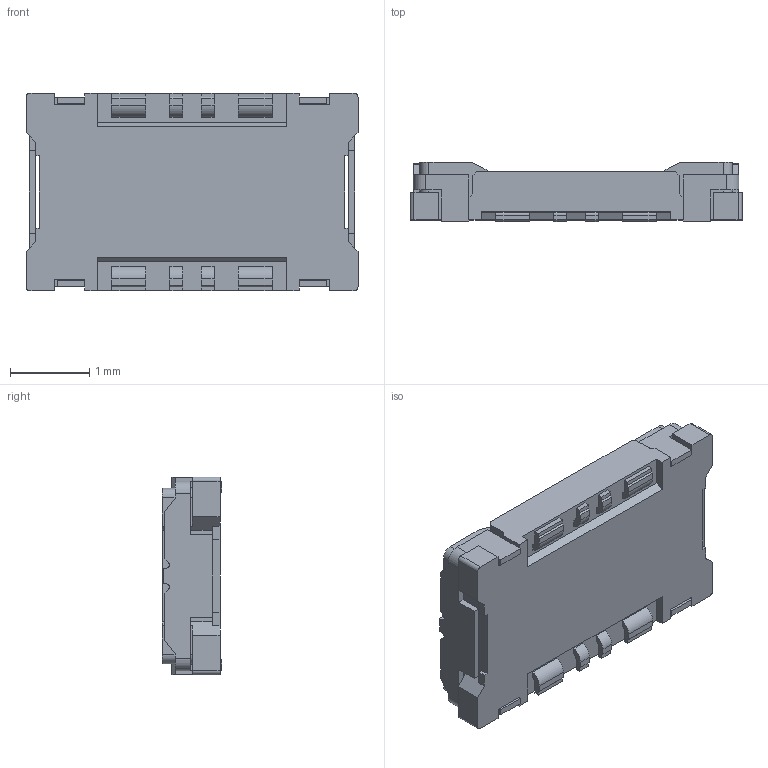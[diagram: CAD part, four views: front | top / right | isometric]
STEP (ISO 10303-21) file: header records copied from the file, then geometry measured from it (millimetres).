
FILE_DESCRIPTION((''),'2;1');
FILE_NAME('5050040812','2019-05-22T',('gga'),(''),'PRO/ENGINEER BY PARAMETRIC TECHNOLOGY CORPORATION, 2016010','PRO/ENGINEER BY PARAMETRIC TECHNOLOGY CORPORATION, 2016010','');
FILE_SCHEMA(('CONFIG_CONTROL_DESIGN'));
Length unit declared in the file: millimetre
Products named in the file (1): 5050040812
Bounding box: 4.2 x 0.75 x 2.5 mm (x, y, z)
Volume: 4.5 mm3; surface area: 44.8 mm2
Topology: 1 solids, 1 shells, 381 faces, 1126 edges, 752 vertices
Faces by surface type: plane 313, cylinder 64, cone 4
Entity records: 12528 total; most frequent: CARTESIAN_POINT 2229, ORIENTED_EDGE 2156, DIRECTION 2014, EDGE_CURVE 1078, VECTOR 994, LINE 994, VERTEX_POINT 704, AXIS2_PLACEMENT_3D 510
